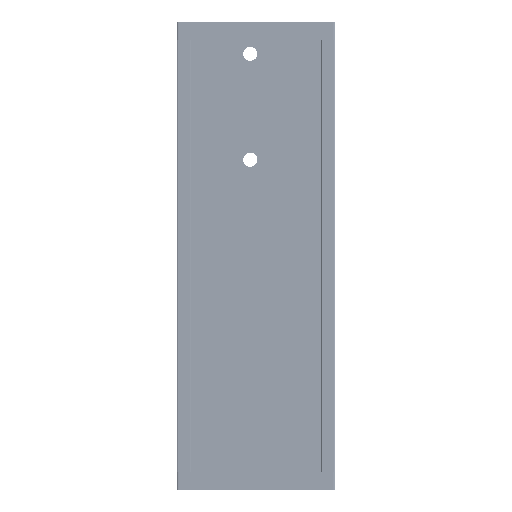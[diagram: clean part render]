
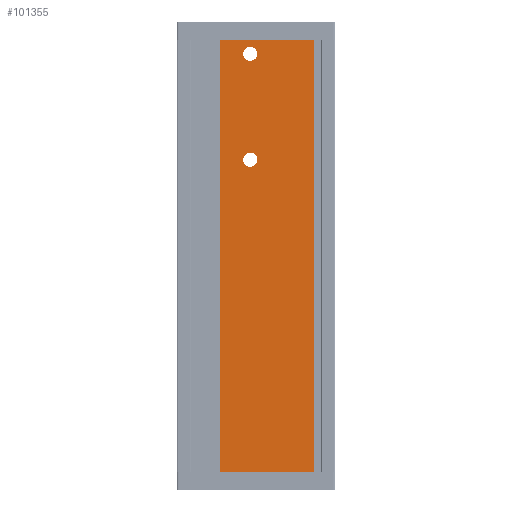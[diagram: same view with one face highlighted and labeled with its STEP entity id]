
A CAD part, left-side view. The second image highlights one B-rep face of the part: STEP entity #101355.
In plain terms, the highlighted planar face has unit normal (-1, 0, 0).
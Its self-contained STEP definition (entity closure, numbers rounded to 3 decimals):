
#2449 = CARTESIAN_POINT ( 'NONE',  ( 0., 6.5, 474. ) ) ;
#3136 = ORIENTED_EDGE ( 'NONE', *, *, #60946, .F. ) ;
#3604 = CIRCLE ( 'NONE', #192207, 8. ) ;
#4849 = DIRECTION ( 'NONE',  ( 0., -1., 0. ) ) ;
#9030 = ORIENTED_EDGE ( 'NONE', *, *, #171123, .F. ) ;
#17339 = DIRECTION ( 'NONE',  ( -1., 0., 0. ) ) ;
#17439 = FACE_OUTER_BOUND ( 'NONE', #28514, .T. ) ;
#17543 = CARTESIAN_POINT ( 'NONE',  ( 0., 40.9, 490. ) ) ;
#18481 = AXIS2_PLACEMENT_3D ( 'NONE', #51185, #17339, #66585 ) ;
#23359 = CARTESIAN_POINT ( 'NONE',  ( 0., 6.5, 354. ) ) ;
#24910 = CARTESIAN_POINT ( 'NONE',  ( 0., 40.9, 0. ) ) ;
#27752 = EDGE_CURVE ( 'NONE', #62347, #53228, #36911, .T. ) ;
#28081 = EDGE_CURVE ( 'NONE', #95748, #134878, #3604, .T. ) ;
#28514 = EDGE_LOOP ( 'NONE', ( #88128, #52674, #96942, #109853 ) ) ;
#29319 = LINE ( 'NONE', #52360, #145746 ) ;
#33599 = DIRECTION ( 'NONE',  ( -1., 0., 0. ) ) ;
#36911 = LINE ( 'NONE', #87569, #65598 ) ;
#41046 = DIRECTION ( 'NONE',  ( 0., 0., 1. ) ) ;
#41059 = DIRECTION ( 'NONE',  ( 0., 0., 1. ) ) ;
#42548 = AXIS2_PLACEMENT_3D ( 'NONE', #75927, #91814, #151563 ) ;
#43854 = EDGE_CURVE ( 'NONE', #158818, #62347, #29319, .T. ) ;
#45844 = EDGE_CURVE ( 'NONE', #76368, #53228, #195239, .T. ) ;
#48241 = DIRECTION ( 'NONE',  ( 0., 0., 1. ) ) ;
#51185 = CARTESIAN_POINT ( 'NONE',  ( 0., 6.5, 354. ) ) ;
#52360 = CARTESIAN_POINT ( 'NONE',  ( 0., -90., 0. ) ) ;
#52674 = ORIENTED_EDGE ( 'NONE', *, *, #140252, .F. ) ;
#53228 = VERTEX_POINT ( 'NONE', #60577 ) ;
#60390 = EDGE_CURVE ( 'NONE', #122213, #90708, #177515, .T. ) ;
#60577 = CARTESIAN_POINT ( 'NONE',  ( 0., -65.4, 490. ) ) ;
#60946 = EDGE_CURVE ( 'NONE', #134878, #95748, #148972, .T. ) ;
#62347 = VERTEX_POINT ( 'NONE', #63605 ) ;
#62600 = FACE_BOUND ( 'NONE', #174890, .T. ) ;
#62969 = CARTESIAN_POINT ( 'NONE',  ( 0., 6.5, 362. ) ) ;
#63605 = CARTESIAN_POINT ( 'NONE',  ( 0., -65.4, 0. ) ) ;
#65598 = VECTOR ( 'NONE', #41046, 1000. ) ;
#66585 = DIRECTION ( 'NONE',  ( 0., 0., 1. ) ) ;
#67470 = ORIENTED_EDGE ( 'NONE', *, *, #60390, .F. ) ;
#70172 = DIRECTION ( 'NONE',  ( 0., 0., 1. ) ) ;
#70511 = DIRECTION ( 'NONE',  ( 0., 0., 1. ) ) ;
#75927 = CARTESIAN_POINT ( 'NONE',  ( 0., -90., 490. ) ) ;
#76368 = VERTEX_POINT ( 'NONE', #17543 ) ;
#81491 = VECTOR ( 'NONE', #4849, 1000. ) ;
#82150 = ORIENTED_EDGE ( 'NONE', *, *, #28081, .F. ) ;
#85769 = DIRECTION ( 'NONE',  ( -1., 0., 0. ) ) ;
#87569 = CARTESIAN_POINT ( 'NONE',  ( 0., -65.4, 490. ) ) ;
#88128 = ORIENTED_EDGE ( 'NONE', *, *, #45844, .F. ) ;
#90708 = VERTEX_POINT ( 'NONE', #135841 ) ;
#91814 = DIRECTION ( 'NONE',  ( 1., 0., 0. ) ) ;
#95748 = VERTEX_POINT ( 'NONE', #189303 ) ;
#96942 = ORIENTED_EDGE ( 'NONE', *, *, #43854, .T. ) ;
#100354 = VECTOR ( 'NONE', #41059, 1000. ) ;
#101355 = ADVANCED_FACE ( 'NONE', ( #62600, #117226, #17439 ), #105140, .F. ) ;
#105140 = PLANE ( 'NONE',  #42548 ) ;
#105700 = AXIS2_PLACEMENT_3D ( 'NONE', #23359, #85769, #70511 ) ;
#109853 = ORIENTED_EDGE ( 'NONE', *, *, #27752, .T. ) ;
#112365 = CIRCLE ( 'NONE', #105700, 8. ) ;
#114113 = DIRECTION ( 'NONE',  ( 0., -1., 0. ) ) ;
#116742 = CARTESIAN_POINT ( 'NONE',  ( 0., 40.9, 0. ) ) ;
#117226 = FACE_BOUND ( 'NONE', #141090, .T. ) ;
#118756 = CARTESIAN_POINT ( 'NONE',  ( 0., 6.5, 466. ) ) ;
#122213 = VERTEX_POINT ( 'NONE', #62969 ) ;
#125960 = CARTESIAN_POINT ( 'NONE',  ( 0., 6.5, 474. ) ) ;
#134878 = VERTEX_POINT ( 'NONE', #118756 ) ;
#135841 = CARTESIAN_POINT ( 'NONE',  ( 0., 6.5, 346. ) ) ;
#140252 = EDGE_CURVE ( 'NONE', #158818, #76368, #192823, .T. ) ;
#141090 = EDGE_LOOP ( 'NONE', ( #67470, #9030 ) ) ;
#142255 = CARTESIAN_POINT ( 'NONE',  ( 0., -90., 490. ) ) ;
#145746 = VECTOR ( 'NONE', #114113, 1000. ) ;
#148972 = CIRCLE ( 'NONE', #159812, 8. ) ;
#151563 = DIRECTION ( 'NONE',  ( 0., 0., -1. ) ) ;
#158818 = VERTEX_POINT ( 'NONE', #24910 ) ;
#159812 = AXIS2_PLACEMENT_3D ( 'NONE', #125960, #194094, #70172 ) ;
#171123 = EDGE_CURVE ( 'NONE', #90708, #122213, #112365, .T. ) ;
#174890 = EDGE_LOOP ( 'NONE', ( #82150, #3136 ) ) ;
#177515 = CIRCLE ( 'NONE', #18481, 8. ) ;
#189303 = CARTESIAN_POINT ( 'NONE',  ( 0., 6.5, 482. ) ) ;
#192207 = AXIS2_PLACEMENT_3D ( 'NONE', #2449, #33599, #48241 ) ;
#192823 = LINE ( 'NONE', #116742, #100354 ) ;
#194094 = DIRECTION ( 'NONE',  ( -1., 0., 0. ) ) ;
#195239 = LINE ( 'NONE', #142255, #81491 ) ;
